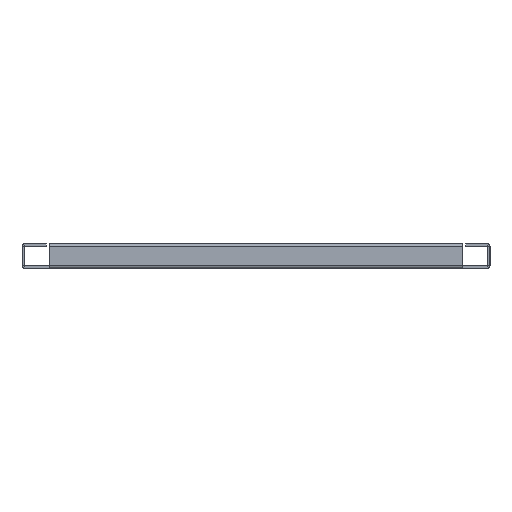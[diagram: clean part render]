
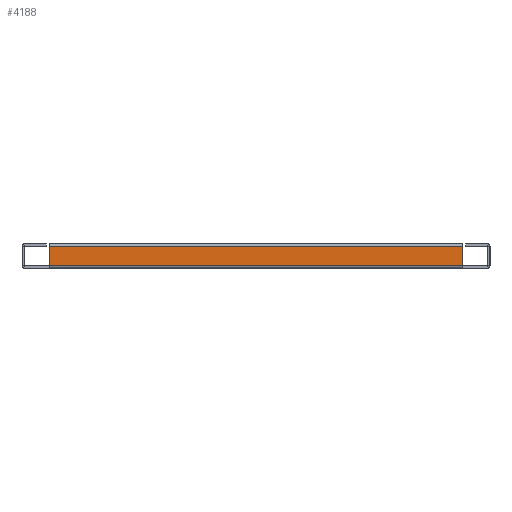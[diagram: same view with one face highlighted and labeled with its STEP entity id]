
A CAD part, left-side view. The second image highlights one B-rep face of the part: STEP entity #4188.
In plain terms, the highlighted planar face has unit normal (-1, 0, 0).
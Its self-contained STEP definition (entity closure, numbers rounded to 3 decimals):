
#42 = VERTEX_POINT ( 'NONE', #3817 ) ;
#95 = VERTEX_POINT ( 'NONE', #2720 ) ;
#247 = EDGE_CURVE ( 'NONE', #2251, #2187, #2583, .T. ) ;
#718 = LINE ( 'NONE', #720, #1695 ) ;
#720 = CARTESIAN_POINT ( 'NONE',  ( -441.51, 214.5, 2.51 ) ) ;
#721 = DIRECTION ( 'NONE',  ( 0., 1., 0. ) ) ;
#736 = LINE ( 'NONE', #737, #1689 ) ;
#737 = CARTESIAN_POINT ( 'NONE',  ( -441.51, -214.5, 2.5 ) ) ;
#738 = DIRECTION ( 'NONE',  ( 0., 0., 1. ) ) ;
#810 = LINE ( 'NONE', #813, #2949 ) ;
#813 = CARTESIAN_POINT ( 'NONE',  ( -441.51, -214.5, 22.49 ) ) ;
#814 = DIRECTION ( 'NONE',  ( 0., 1., 0. ) ) ;
#1085 = AXIS2_PLACEMENT_3D ( 'NONE', #2001, #2012, #2013 ) ;
#1634 = VECTOR ( 'NONE', #2580, 1000. ) ;
#1689 = VECTOR ( 'NONE', #738, 1000. ) ;
#1695 = VECTOR ( 'NONE', #721, 1000. ) ;
#2001 = CARTESIAN_POINT ( 'NONE',  ( -441.51, 214.5, 2.5 ) ) ;
#2008 = FACE_OUTER_BOUND ( 'NONE', #2877, .T. ) ;
#2009 = PLANE ( 'NONE',  #1085 ) ;
#2012 = DIRECTION ( 'NONE',  ( 1., 0., 0. ) ) ;
#2013 = DIRECTION ( 'NONE',  ( 0., 0., -1. ) ) ;
#2187 = VERTEX_POINT ( 'NONE', #3545 ) ;
#2251 = VERTEX_POINT ( 'NONE', #3606 ) ;
#2580 = DIRECTION ( 'NONE',  ( 0., 0., -1. ) ) ;
#2581 = CARTESIAN_POINT ( 'NONE',  ( -441.51, 214.5, 2.5 ) ) ;
#2583 = LINE ( 'NONE', #2581, #1634 ) ;
#2720 = CARTESIAN_POINT ( 'NONE',  ( -441.51, -214.5, 22.49 ) ) ;
#2877 = EDGE_LOOP ( 'NONE', ( #4611, #3969, #4095, #4108 ) ) ;
#2949 = VECTOR ( 'NONE', #814, 1000. ) ;
#3545 = CARTESIAN_POINT ( 'NONE',  ( -441.51, 214.5, 2.51 ) ) ;
#3606 = CARTESIAN_POINT ( 'NONE',  ( -441.51, 214.5, 22.49 ) ) ;
#3817 = CARTESIAN_POINT ( 'NONE',  ( -441.51, -214.5, 2.51 ) ) ;
#3969 = ORIENTED_EDGE ( 'NONE', *, *, #247, .T. ) ;
#4095 = ORIENTED_EDGE ( 'NONE', *, *, #4424, .F. ) ;
#4108 = ORIENTED_EDGE ( 'NONE', *, *, #4430, .T. ) ;
#4188 = ADVANCED_FACE ( 'NONE', ( #2008 ), #2009, .F. ) ;
#4364 = EDGE_CURVE ( 'NONE', #95, #2251, #810, .T. ) ;
#4424 = EDGE_CURVE ( 'NONE', #42, #2187, #718, .T. ) ;
#4430 = EDGE_CURVE ( 'NONE', #42, #95, #736, .T. ) ;
#4611 = ORIENTED_EDGE ( 'NONE', *, *, #4364, .T. ) ;
